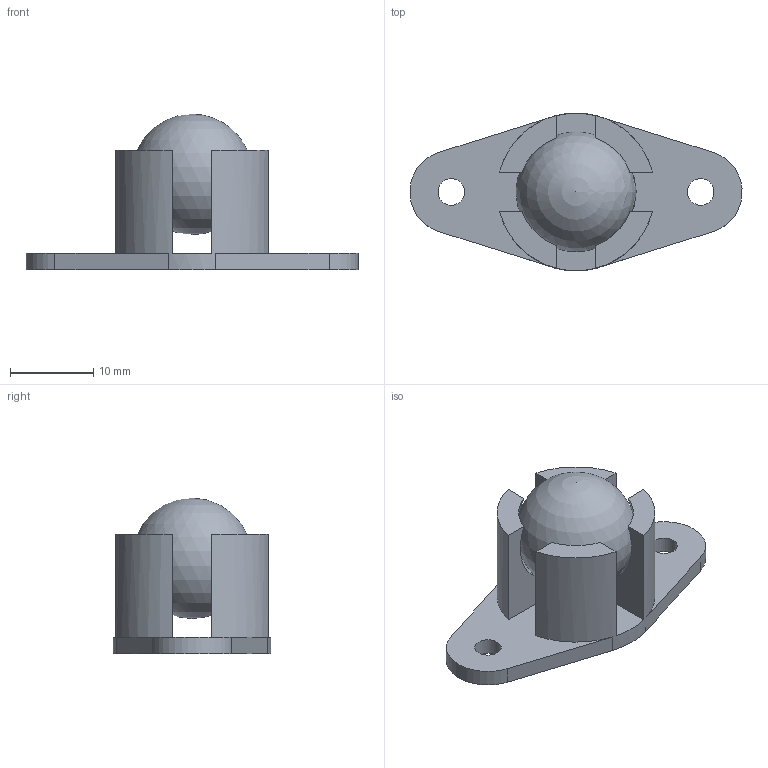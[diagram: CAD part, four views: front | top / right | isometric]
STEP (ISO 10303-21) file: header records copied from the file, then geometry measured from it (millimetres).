
FILE_DESCRIPTION(('FreeCAD Model'),'2;1');
FILE_NAME('BallCaster_14.5mm.step', '2014-10-21T17:09:26',('FreeCAD'),('FreeCAD'), 'Open CASCADE STEP processor 6.5','FreeCAD','Unknown');
FILE_SCHEMA(('AUTOMOTIVE_DESIGN_CC2 { 1 2 10303 214 -1 1 5 4 }'));
Length unit declared in the file: millimetre
Products named in the file (2): Ball; BallCaster_14.5mm
Bounding box: 39.96 x 19 x 18.75 mm (x, y, z)
Volume: 3819 mm3; surface area: 2999.6 mm2
Topology: 2 solids, 2 shells, 29 faces, 83 edges, 56 vertices
Faces by surface type: plane 18, cylinder 6, sphere 5
Full cylindrical faces by diameter (mm): 3.2 x2
Entity records: 2224 total; most frequent: CARTESIAN_POINT 665, DIRECTION 272, ORIENTED_EDGE 160, PCURVE 160, DEFINITIONAL_REPRESENTATION 160, LINE 136, VECTOR 136, EDGE_CURVE 80
